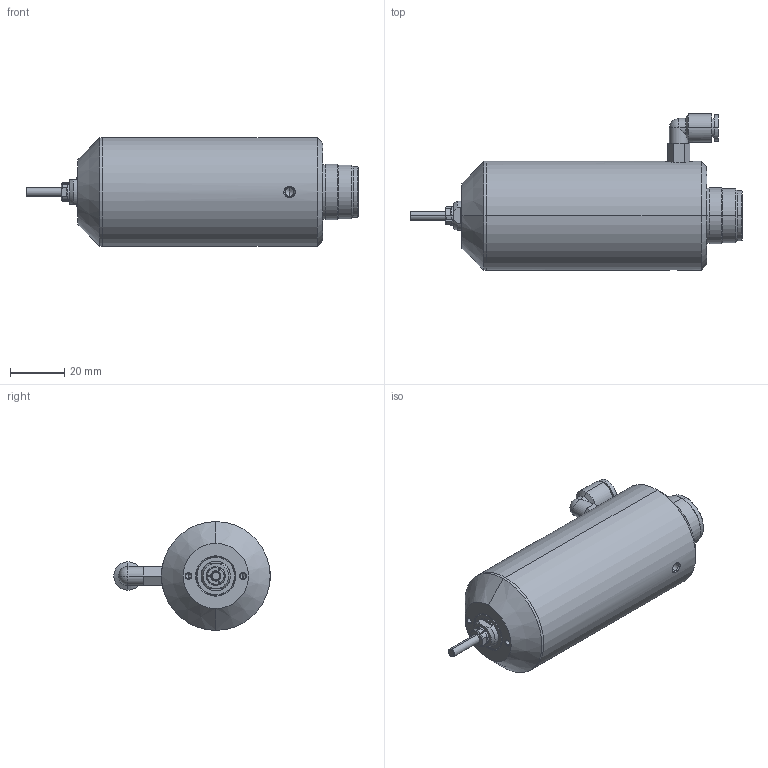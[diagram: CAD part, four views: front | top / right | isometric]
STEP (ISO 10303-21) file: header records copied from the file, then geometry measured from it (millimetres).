
FILE_DESCRIPTION (( 'STEP AP203' ), '1' );
FILE_NAME ('NR40-5100ATC-ASSY.STEP', '2014-06-12T04:37:13', ( ' ' ), ( ' ' ), 'SwSTEP 2.0', 'SolidWorks 2011', '' );
FILE_SCHEMA (( 'CONFIG_CONTROL_DESIGN' ));
Length unit declared in the file: millimetre
Products named in the file (11): NR40-5100ATC-ASSY; K749--015---（サヤ組付）; K749--122---（シリンダガイド）; K749--016---（サヤ１部組付）; CHB-3.175; 媒氖薨 冇3.175; D0842320650-KQ2L06-M5N; K749A102; K749--128---(防塵ディスク（2）); K749--115---(Ｆベアリングケース); K749A161
Assembly tree (10 placements, depth 3):
  NR40-5100ATC-ASSY
    K749--015---（サヤ組付）
      K749--122---（シリンダガイド）
      K749--016---（サヤ１部組付）
    D0842320650-KQ2L06-M5N
    CHB-3.175
    媒氖薨 冇3.175
    K749A102
    K749--128---(防塵ディスク（2）)
    K749--115---(Ｆベアリングケース)
    K749A161
Bounding box: 122.11 x 57.5 x 40 mm (x, y, z)
Volume: 74444.8 mm3; surface area: 37087.1 mm2
Topology: 9 solids, 9 shells, 438 faces, 1000 edges, 604 vertices
Faces by surface type: cylinder 180, cone 144, plane 102, torus 8, sphere 4
Entity records: 13938 total; most frequent: CARTESIAN_POINT 2729, DIRECTION 2288, ORIENTED_EDGE 1964, EDGE_CURVE 982, AXIS2_PLACEMENT_3D 948, VERTEX_POINT 604, EDGE_LOOP 506, CIRCLE 496
